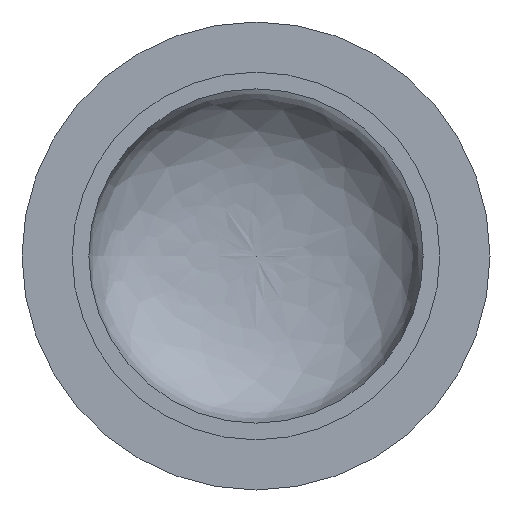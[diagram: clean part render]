
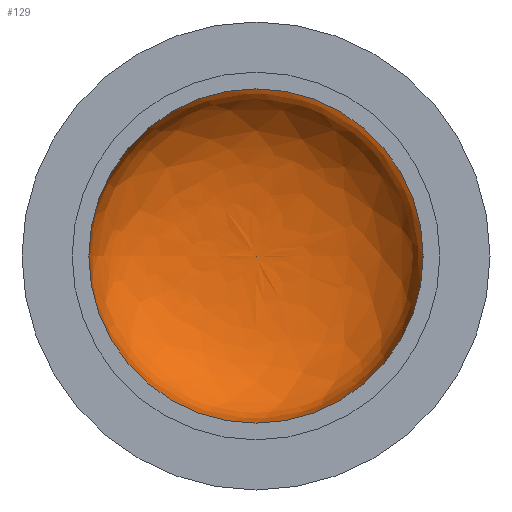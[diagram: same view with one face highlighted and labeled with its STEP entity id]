
A CAD part, left-side view. The second image highlights one B-rep face of the part: STEP entity #129.
In plain terms, the highlighted free-form (B-spline) face has degree [2, 2] with [3, 9] control points.
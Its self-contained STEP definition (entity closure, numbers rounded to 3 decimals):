
#34=FACE_OUTER_BOUND('',#43,.T.);
#43=EDGE_LOOP('',(#98,#99,#100,#101));
#56=CIRCLE('',#159,50.);
#57=CIRCLE('',#160,50.);
#65=B_SPLINE_CURVE_WITH_KNOTS('',2,(#279,#280,#281),.UNSPECIFIED.,.F.,.F.,
(3,3),(1.,2.),.UNSPECIFIED.);
#69=VERTEX_POINT('',#277);
#70=VERTEX_POINT('',#278);
#71=VERTEX_POINT('',#282);
#81=EDGE_CURVE('',#69,#70,#65,.T.);
#82=EDGE_CURVE('',#71,#69,#56,.T.);
#83=EDGE_CURVE('',#69,#71,#57,.T.);
#98=ORIENTED_EDGE('',*,*,#81,.T.);
#99=ORIENTED_EDGE('',*,*,#81,.F.);
#100=ORIENTED_EDGE('',*,*,#82,.F.);
#101=ORIENTED_EDGE('',*,*,#83,.F.);
#127=(
BOUNDED_SURFACE()
B_SPLINE_SURFACE(2,2,((#250,#251,#252,#253,#254,#255,#256,#257,#258),(#259,
#260,#261,#262,#263,#264,#265,#266,#267),(#268,#269,#270,#271,#272,#273,
#274,#275,#276)),.UNSPECIFIED.,.F.,.T.,.F.)
B_SPLINE_SURFACE_WITH_KNOTS((3,3),(3,2,2,2,3),(1.,2.),(0.,1.571,
3.142,4.712,6.283),.UNSPECIFIED.)
GEOMETRIC_REPRESENTATION_ITEM()
RATIONAL_B_SPLINE_SURFACE(((1.,0.707,1.,0.707,1.,
0.707,1.,0.707,1.),(1.,0.707,1.,0.707,
1.,0.707,1.,0.707,1.),(1.,0.707,1.,
0.707,1.,0.707,1.,0.707,1.)))
REPRESENTATION_ITEM('')
SURFACE()
);
#129=ADVANCED_FACE('',(#34),#127,.T.);
#159=AXIS2_PLACEMENT_3D('',#283,#180,#181);
#160=AXIS2_PLACEMENT_3D('',#284,#182,#183);
#180=DIRECTION('center_axis',(1.,0.,0.));
#181=DIRECTION('ref_axis',(0.,0.,-1.));
#182=DIRECTION('center_axis',(1.,0.,0.));
#183=DIRECTION('ref_axis',(0.,0.,-1.));
#250=CARTESIAN_POINT('Ctrl Pts',(46.625,50.,0.));
#251=CARTESIAN_POINT('Ctrl Pts',(46.625,50.,50.));
#252=CARTESIAN_POINT('Ctrl Pts',(46.625,0.,50.));
#253=CARTESIAN_POINT('Ctrl Pts',(46.625,-50.,50.));
#254=CARTESIAN_POINT('Ctrl Pts',(46.625,-50.,0.));
#255=CARTESIAN_POINT('Ctrl Pts',(46.625,-50.,-50.));
#256=CARTESIAN_POINT('Ctrl Pts',(46.625,0.,-50.));
#257=CARTESIAN_POINT('Ctrl Pts',(46.625,50.,-50.));
#258=CARTESIAN_POINT('Ctrl Pts',(46.625,50.,0.));
#259=CARTESIAN_POINT('Ctrl Pts',(75.,50.,0.));
#260=CARTESIAN_POINT('Ctrl Pts',(75.,50.,50.));
#261=CARTESIAN_POINT('Ctrl Pts',(75.,0.,50.));
#262=CARTESIAN_POINT('Ctrl Pts',(75.,-50.,50.));
#263=CARTESIAN_POINT('Ctrl Pts',(75.,-50.,0.));
#264=CARTESIAN_POINT('Ctrl Pts',(75.,-50.,-50.));
#265=CARTESIAN_POINT('Ctrl Pts',(75.,0.,-50.));
#266=CARTESIAN_POINT('Ctrl Pts',(75.,50.,-50.));
#267=CARTESIAN_POINT('Ctrl Pts',(75.,50.,0.));
#268=CARTESIAN_POINT('Ctrl Pts',(75.,0.,0.));
#269=CARTESIAN_POINT('Ctrl Pts',(75.,0.,0.));
#270=CARTESIAN_POINT('Ctrl Pts',(75.,0.,0.));
#271=CARTESIAN_POINT('Ctrl Pts',(75.,0.,0.));
#272=CARTESIAN_POINT('Ctrl Pts',(75.,0.,0.));
#273=CARTESIAN_POINT('Ctrl Pts',(75.,0.,0.));
#274=CARTESIAN_POINT('Ctrl Pts',(75.,0.,0.));
#275=CARTESIAN_POINT('Ctrl Pts',(75.,0.,0.));
#276=CARTESIAN_POINT('Ctrl Pts',(75.,0.,0.));
#277=CARTESIAN_POINT('',(46.625,50.,0.));
#278=CARTESIAN_POINT('',(75.,0.,0.));
#279=CARTESIAN_POINT('Ctrl Pts',(46.625,50.,0.));
#280=CARTESIAN_POINT('Ctrl Pts',(75.,50.,0.));
#281=CARTESIAN_POINT('Ctrl Pts',(75.,0.,0.));
#282=CARTESIAN_POINT('',(46.625,-50.,0.));
#283=CARTESIAN_POINT('Origin',(46.625,0.,0.));
#284=CARTESIAN_POINT('Origin',(46.625,0.,0.));
